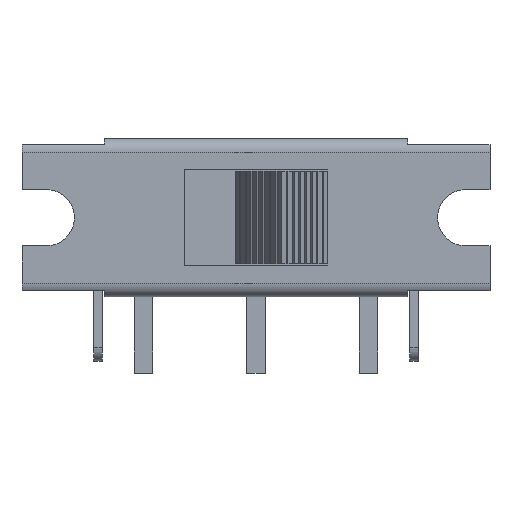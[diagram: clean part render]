
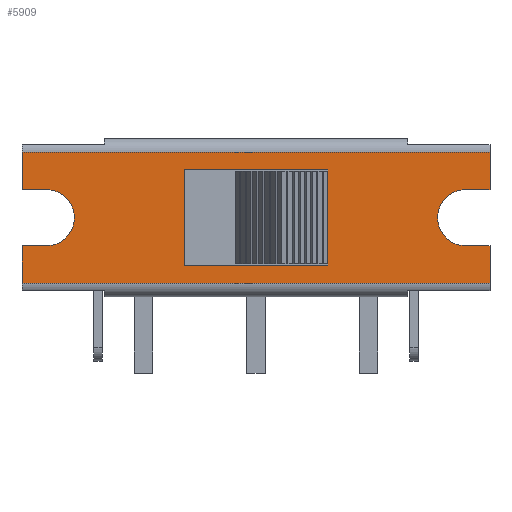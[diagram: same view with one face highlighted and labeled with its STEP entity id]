
A CAD part, top view. The second image highlights one B-rep face of the part: STEP entity #5909.
In plain terms, the highlighted planar face has unit normal (0, 0, 1).
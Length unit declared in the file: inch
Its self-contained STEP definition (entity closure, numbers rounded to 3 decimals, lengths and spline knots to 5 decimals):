
#918=CARTESIAN_POINT('',(0.11811,-0.07598,0.26417));
#919=VERTEX_POINT('',#918);
#4106=CARTESIAN_POINT('',(0.11811,0.07598,0.26417));
#4107=VERTEX_POINT('',#4106);
#4108=CARTESIAN_POINT('',(0.11811,0.07598,0.26417));
#4109=DIRECTION('',(0.0,-1.0,0.0));
#4110=VECTOR('',#4109,0.15197);
#4111=LINE('',#4108,#4110);
#4112=EDGE_CURVE('',#4107,#919,#4111,.T.);
#5242=CARTESIAN_POINT('',(0.11811,0.07874,0.26417));
#5243=VERTEX_POINT('',#5242);
#5244=CARTESIAN_POINT('',(0.11811,0.07874,0.26417));
#5245=DIRECTION('',(0.0,-1.0,0.0));
#5246=VECTOR('',#5245,0.00276);
#5247=LINE('',#5244,#5246);
#5248=EDGE_CURVE('',#5243,#4107,#5247,.T.);
#5267=CARTESIAN_POINT('',(0.11811,-0.07874,0.26417));
#5268=VERTEX_POINT('',#5267);
#5275=CARTESIAN_POINT('',(0.11811,-0.07598,0.26417));
#5276=DIRECTION('',(0.0,-1.0,0.0));
#5277=VECTOR('',#5276,0.00276);
#5278=LINE('',#5275,#5277);
#5279=EDGE_CURVE('',#919,#5268,#5278,.T.);
#5517=CARTESIAN_POINT('',(-0.38504,0.10787,0.26417));
#5518=VERTEX_POINT('',#5517);
#5526=CARTESIAN_POINT('',(0.38504,0.10787,0.26417));
#5527=VERTEX_POINT('',#5526);
#5528=CARTESIAN_POINT('',(-0.38504,0.10787,0.26417));
#5529=DIRECTION('',(1.0,0.0,0.0));
#5530=VECTOR('',#5529,0.77008);
#5531=LINE('',#5528,#5530);
#5532=EDGE_CURVE('',#5518,#5527,#5531,.T.);
#5725=CARTESIAN_POINT('',(0.38504,-0.10787,0.26417));
#5726=VERTEX_POINT('',#5725);
#5734=CARTESIAN_POINT('',(-0.38504,-0.10787,0.26417));
#5735=VERTEX_POINT('',#5734);
#5736=CARTESIAN_POINT('',(0.38504,-0.10787,0.26417));
#5737=DIRECTION('',(-1.0,0.0,0.0));
#5738=VECTOR('',#5737,0.77008);
#5739=LINE('',#5736,#5738);
#5740=EDGE_CURVE('',#5726,#5735,#5739,.T.);
#5783=CARTESIAN_POINT('',(-0.38504,-0.04626,0.26417));
#5784=VERTEX_POINT('',#5783);
#5785=CARTESIAN_POINT('',(-0.38504,-0.10787,0.26417));
#5786=DIRECTION('',(0.0,1.0,0.0));
#5787=VECTOR('',#5786,0.06161);
#5788=LINE('',#5785,#5787);
#5789=EDGE_CURVE('',#5735,#5784,#5788,.T.);
#5802=CARTESIAN_POINT('',(-0.42354,-0.11866,0.26417));
#5803=DIRECTION('',(0.0,0.0,1.0));
#5804=DIRECTION('',(1.0,0.0,0.0));
#5805=AXIS2_PLACEMENT_3D('',#5802,#5803,#5804);
#5806=PLANE('',#5805);
#5807=ORIENTED_EDGE('',*,*,#5532,.F.);
#5808=CARTESIAN_POINT('',(-0.38504,0.04626,0.26417));
#5809=VERTEX_POINT('',#5808);
#5810=CARTESIAN_POINT('',(-0.38504,0.04626,0.26417));
#5811=DIRECTION('',(0.0,1.0,0.0));
#5812=VECTOR('',#5811,0.06161);
#5813=LINE('',#5810,#5812);
#5814=EDGE_CURVE('',#5809,#5518,#5813,.T.);
#5815=ORIENTED_EDGE('',*,*,#5814,.F.);
#5816=CARTESIAN_POINT('',(-0.34508,0.04626,0.26417));
#5817=VERTEX_POINT('',#5816);
#5818=CARTESIAN_POINT('',(-0.34508,0.04626,0.26417));
#5819=DIRECTION('',(-1.0,0.0,0.0));
#5820=VECTOR('',#5819,0.03996);
#5821=LINE('',#5818,#5820);
#5822=EDGE_CURVE('',#5817,#5809,#5821,.T.);
#5823=ORIENTED_EDGE('',*,*,#5822,.F.);
#5824=CARTESIAN_POINT('',(-0.34508,-0.04626,0.26417));
#5825=VERTEX_POINT('',#5824);
#5826=CARTESIAN_POINT('',(-0.34508,0.0,0.26417));
#5827=DIRECTION('',(0.0,0.0,1.0));
#5828=DIRECTION('',(0.0,-1.0,0.0));
#5829=AXIS2_PLACEMENT_3D('',#5826,#5827,#5828);
#5830=CIRCLE('',#5829,0.04626);
#5831=EDGE_CURVE('',#5825,#5817,#5830,.T.);
#5832=ORIENTED_EDGE('',*,*,#5831,.F.);
#5833=CARTESIAN_POINT('',(-0.38504,-0.04626,0.26417));
#5834=DIRECTION('',(1.0,0.0,0.0));
#5835=VECTOR('',#5834,0.03996);
#5836=LINE('',#5833,#5835);
#5837=EDGE_CURVE('',#5784,#5825,#5836,.T.);
#5838=ORIENTED_EDGE('',*,*,#5837,.F.);
#5839=ORIENTED_EDGE('',*,*,#5789,.F.);
#5840=ORIENTED_EDGE('',*,*,#5740,.F.);
#5841=CARTESIAN_POINT('',(0.38504,-0.04626,0.26417));
#5842=VERTEX_POINT('',#5841);
#5843=CARTESIAN_POINT('',(0.38504,-0.04626,0.26417));
#5844=DIRECTION('',(0.0,-1.0,0.0));
#5845=VECTOR('',#5844,0.06161);
#5846=LINE('',#5843,#5845);
#5847=EDGE_CURVE('',#5842,#5726,#5846,.T.);
#5848=ORIENTED_EDGE('',*,*,#5847,.F.);
#5849=CARTESIAN_POINT('',(0.34508,-0.04626,0.26417));
#5850=VERTEX_POINT('',#5849);
#5851=CARTESIAN_POINT('',(0.34508,-0.04626,0.26417));
#5852=DIRECTION('',(1.0,0.0,0.0));
#5853=VECTOR('',#5852,0.03996);
#5854=LINE('',#5851,#5853);
#5855=EDGE_CURVE('',#5850,#5842,#5854,.T.);
#5856=ORIENTED_EDGE('',*,*,#5855,.F.);
#5857=CARTESIAN_POINT('',(0.34508,0.04626,0.26417));
#5858=VERTEX_POINT('',#5857);
#5859=CARTESIAN_POINT('',(0.34508,0.0,0.26417));
#5860=DIRECTION('',(0.0,0.0,1.0));
#5861=DIRECTION('',(0.0,1.0,0.0));
#5862=AXIS2_PLACEMENT_3D('',#5859,#5860,#5861);
#5863=CIRCLE('',#5862,0.04626);
#5864=EDGE_CURVE('',#5858,#5850,#5863,.T.);
#5865=ORIENTED_EDGE('',*,*,#5864,.F.);
#5866=CARTESIAN_POINT('',(0.38504,0.04626,0.26417));
#5867=VERTEX_POINT('',#5866);
#5868=CARTESIAN_POINT('',(0.38504,0.04626,0.26417));
#5869=DIRECTION('',(-1.0,0.0,0.0));
#5870=VECTOR('',#5869,0.03996);
#5871=LINE('',#5868,#5870);
#5872=EDGE_CURVE('',#5867,#5858,#5871,.T.);
#5873=ORIENTED_EDGE('',*,*,#5872,.F.);
#5874=CARTESIAN_POINT('',(0.38504,0.10787,0.26417));
#5875=DIRECTION('',(0.0,-1.0,0.0));
#5876=VECTOR('',#5875,0.06161);
#5877=LINE('',#5874,#5876);
#5878=EDGE_CURVE('',#5527,#5867,#5877,.T.);
#5879=ORIENTED_EDGE('',*,*,#5878,.F.);
#5880=EDGE_LOOP('',(#5807,#5815,#5823,#5832,#5838,#5839,#5840,#5848,#5856,#5865,#5873,#5879));
#5881=FACE_OUTER_BOUND('',#5880,.T.);
#5882=ORIENTED_EDGE('',*,*,#5248,.T.);
#5883=ORIENTED_EDGE('',*,*,#4112,.T.);
#5884=ORIENTED_EDGE('',*,*,#5279,.T.);
#5885=CARTESIAN_POINT('',(-0.11811,-0.07874,0.26417));
#5886=VERTEX_POINT('',#5885);
#5887=CARTESIAN_POINT('',(0.11811,-0.07874,0.26417));
#5888=DIRECTION('',(-1.0,0.0,0.0));
#5889=VECTOR('',#5888,0.23622);
#5890=LINE('',#5887,#5889);
#5891=EDGE_CURVE('',#5268,#5886,#5890,.T.);
#5892=ORIENTED_EDGE('',*,*,#5891,.T.);
#5893=CARTESIAN_POINT('',(-0.11811,0.07874,0.26417));
#5894=VERTEX_POINT('',#5893);
#5895=CARTESIAN_POINT('',(-0.11811,-0.07874,0.26417));
#5896=DIRECTION('',(0.0,1.0,0.0));
#5897=VECTOR('',#5896,0.15748);
#5898=LINE('',#5895,#5897);
#5899=EDGE_CURVE('',#5886,#5894,#5898,.T.);
#5900=ORIENTED_EDGE('',*,*,#5899,.T.);
#5901=CARTESIAN_POINT('',(-0.11811,0.07874,0.26417));
#5902=DIRECTION('',(1.0,0.0,0.0));
#5903=VECTOR('',#5902,0.23622);
#5904=LINE('',#5901,#5903);
#5905=EDGE_CURVE('',#5894,#5243,#5904,.T.);
#5906=ORIENTED_EDGE('',*,*,#5905,.T.);
#5907=EDGE_LOOP('',(#5882,#5883,#5884,#5892,#5900,#5906));
#5908=FACE_BOUND('',#5907,.T.);
#5909=ADVANCED_FACE('',(#5881,#5908),#5806,.T.);
